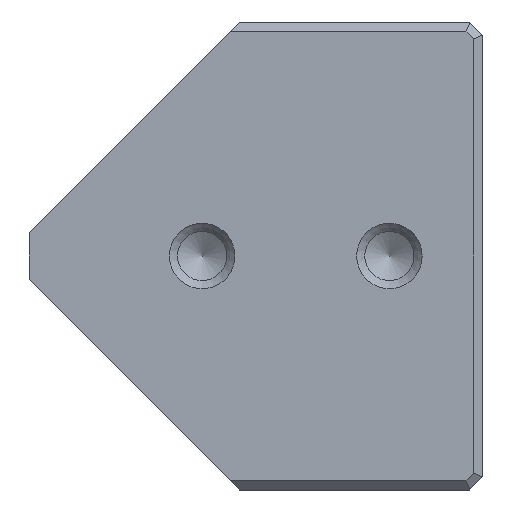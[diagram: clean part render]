
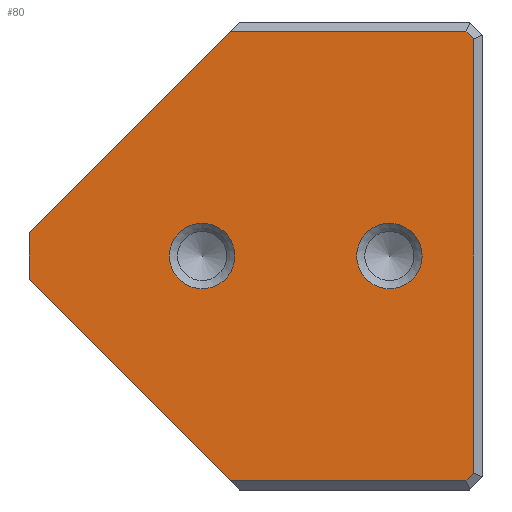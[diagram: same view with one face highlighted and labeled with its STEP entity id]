
A CAD part, left-side view. The second image highlights one B-rep face of the part: STEP entity #80.
In plain terms, the highlighted planar face has unit normal (-1, 0, 0).
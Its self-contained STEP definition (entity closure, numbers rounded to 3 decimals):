
#80=ADVANCED_FACE('',(#244,#245,#246),#127,.T.);
#127=PLANE('',#716);
#156=LINE('',#1017,#202);
#157=LINE('',#1020,#203);
#158=LINE('',#1022,#204);
#159=LINE('',#1024,#205);
#160=LINE('',#1026,#206);
#161=LINE('',#1028,#207);
#162=LINE('',#1030,#208);
#163=LINE('',#1032,#209);
#202=VECTOR('',#810,1.);
#203=VECTOR('',#811,1.);
#204=VECTOR('',#812,1.);
#205=VECTOR('',#813,1.);
#206=VECTOR('',#814,1.);
#207=VECTOR('',#815,1.);
#208=VECTOR('',#816,1.);
#209=VECTOR('',#817,1.);
#244=FACE_BOUND('',#313,.T.);
#245=FACE_BOUND('',#314,.T.);
#246=FACE_BOUND('',#315,.T.);
#313=EDGE_LOOP('',(#399));
#314=EDGE_LOOP('',(#400));
#315=EDGE_LOOP('',(#401,#402,#403,#404,#405,#406,#407,#408));
#399=ORIENTED_EDGE('',*,*,#613,.T.);
#400=ORIENTED_EDGE('',*,*,#614,.T.);
#401=ORIENTED_EDGE('',*,*,#615,.T.);
#402=ORIENTED_EDGE('',*,*,#616,.T.);
#403=ORIENTED_EDGE('',*,*,#617,.T.);
#404=ORIENTED_EDGE('',*,*,#618,.F.);
#405=ORIENTED_EDGE('',*,*,#619,.T.);
#406=ORIENTED_EDGE('',*,*,#620,.T.);
#407=ORIENTED_EDGE('',*,*,#621,.T.);
#408=ORIENTED_EDGE('',*,*,#622,.T.);
#551=VERTEX_POINT('',#1014);
#552=VERTEX_POINT('',#1016);
#553=VERTEX_POINT('',#1018);
#554=VERTEX_POINT('',#1019);
#555=VERTEX_POINT('',#1021);
#556=VERTEX_POINT('',#1023);
#557=VERTEX_POINT('',#1025);
#558=VERTEX_POINT('',#1027);
#559=VERTEX_POINT('',#1029);
#560=VERTEX_POINT('',#1031);
#613=EDGE_CURVE('',#551,#551,#681,.T.);
#614=EDGE_CURVE('',#552,#552,#682,.T.);
#615=EDGE_CURVE('',#553,#554,#156,.T.);
#616=EDGE_CURVE('',#554,#555,#157,.T.);
#617=EDGE_CURVE('',#555,#556,#158,.T.);
#618=EDGE_CURVE('',#557,#556,#159,.T.);
#619=EDGE_CURVE('',#557,#558,#160,.T.);
#620=EDGE_CURVE('',#558,#559,#161,.T.);
#621=EDGE_CURVE('',#559,#560,#162,.T.);
#622=EDGE_CURVE('',#560,#553,#163,.T.);
#681=CIRCLE('',#714,3.5);
#682=CIRCLE('',#715,3.5);
#714=AXIS2_PLACEMENT_3D('',#1013,#806,#807);
#715=AXIS2_PLACEMENT_3D('',#1015,#808,#809);
#716=AXIS2_PLACEMENT_3D('',#1033,#818,#819);
#806=DIRECTION('',(1.,0.,0.));
#807=DIRECTION('',(0.,0.,1.));
#808=DIRECTION('',(1.,0.,0.));
#809=DIRECTION('',(0.,0.,1.));
#810=DIRECTION('',(0.,0.707,0.707));
#811=DIRECTION('',(0.,1.,0.));
#812=DIRECTION('',(0.,0.707,-0.707));
#813=DIRECTION('',(0.,0.,1.));
#814=DIRECTION('',(0.,-0.707,-0.707));
#815=DIRECTION('',(0.,-1.,0.));
#816=DIRECTION('',(0.,-0.707,0.707));
#817=DIRECTION('',(0.,0.,1.));
#818=DIRECTION('',(-1.,0.,0.));
#819=DIRECTION('',(0.,0.,1.));
#1013=CARTESIAN_POINT('',(0.,30.,25.));
#1014=CARTESIAN_POINT('',(0.,30.,28.5));
#1015=CARTESIAN_POINT('',(0.,10.,25.));
#1016=CARTESIAN_POINT('',(0.,10.,28.5));
#1017=CARTESIAN_POINT('',(0.,-11.468,35.718));
#1018=CARTESIAN_POINT('',(0.,1.,48.186));
#1019=CARTESIAN_POINT('',(0.,1.814,49.));
#1020=CARTESIAN_POINT('',(0.,24.25,49.));
#1021=CARTESIAN_POINT('',(0.,27.,49.));
#1022=CARTESIAN_POINT('',(0.,50.125,25.875));
#1023=CARTESIAN_POINT('',(0.,48.5,27.5));
#1024=CARTESIAN_POINT('',(0.,48.5,0.));
#1025=CARTESIAN_POINT('',(0.,48.5,22.5));
#1026=CARTESIAN_POINT('',(0.,25.125,-0.875));
#1027=CARTESIAN_POINT('',(0.,27.,1.));
#1028=CARTESIAN_POINT('',(0.,24.25,1.));
#1029=CARTESIAN_POINT('',(0.,1.814,1.));
#1030=CARTESIAN_POINT('',(0.,13.532,-10.718));
#1031=CARTESIAN_POINT('',(0.,1.,1.814));
#1032=CARTESIAN_POINT('',(0.,1.,0.));
#1033=CARTESIAN_POINT('',(0.,24.25,0.));
